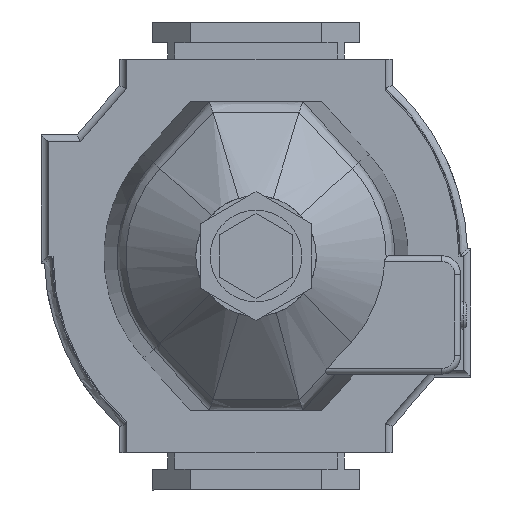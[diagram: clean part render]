
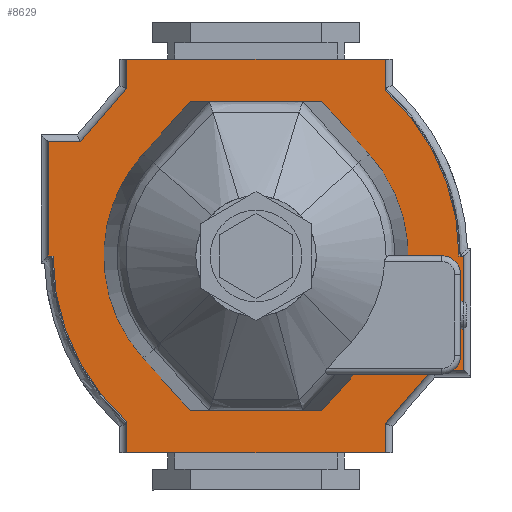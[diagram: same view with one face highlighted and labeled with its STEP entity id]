
A CAD part, front view. The second image highlights one B-rep face of the part: STEP entity #8629.
In plain terms, the highlighted planar face has unit normal (0, -1, 0).
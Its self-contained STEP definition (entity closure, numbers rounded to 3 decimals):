
#24 = ORIENTED_EDGE ( 'NONE', *, *, #13772, .T. ) ;
#72 = CARTESIAN_POINT ( 'NONE',  ( -28.353, -51.1, 22.1 ) ) ;
#307 = DIRECTION ( 'NONE',  ( 0.757, 0., -0.654 ) ) ;
#460 = DIRECTION ( 'NONE',  ( -1., 0., 0. ) ) ;
#480 = VECTOR ( 'NONE', #10747, 1000. ) ;
#481 = PLANE ( 'NONE',  #5459 ) ;
#508 = VERTEX_POINT ( 'NONE', #12322 ) ;
#861 = ORIENTED_EDGE ( 'NONE', *, *, #9689, .F. ) ;
#904 = LINE ( 'NONE', #8104, #7036 ) ;
#996 = VECTOR ( 'NONE', #2293, 1000. ) ;
#1041 = LINE ( 'NONE', #9588, #9098 ) ;
#1098 = VERTEX_POINT ( 'NONE', #4140 ) ;
#1113 = CARTESIAN_POINT ( 'NONE',  ( -33.65, -51.1, 22.1 ) ) ;
#1394 = DIRECTION ( 'NONE',  ( 0., -1., 0. ) ) ;
#1792 = EDGE_CURVE ( 'NONE', #9177, #3932, #8197, .T. ) ;
#1800 = ORIENTED_EDGE ( 'NONE', *, *, #12426, .F. ) ;
#1979 = VERTEX_POINT ( 'NONE', #10379 ) ;
#2287 = ORIENTED_EDGE ( 'NONE', *, *, #4507, .F. ) ;
#2293 = DIRECTION ( 'NONE',  ( 1., 0., 0. ) ) ;
#2361 = LINE ( 'NONE', #11819, #9063 ) ;
#2502 = CARTESIAN_POINT ( 'NONE',  ( 19.5, -51.1, 35.5 ) ) ;
#2544 = LINE ( 'NONE', #8759, #10904 ) ;
#2797 = CARTESIAN_POINT ( 'NONE',  ( 0., -51.1, 35.5 ) ) ;
#2814 = AXIS2_PLACEMENT_3D ( 'NONE', #11057, #6972, #4581 ) ;
#2920 = EDGE_CURVE ( 'NONE', #13566, #9355, #1041, .T. ) ;
#2962 = DIRECTION ( 'NONE',  ( -1., 0., 0. ) ) ;
#2975 = EDGE_CURVE ( 'NONE', #9355, #6269, #6200, .T. ) ;
#3092 = DIRECTION ( 'NONE',  ( 0., -1., 0. ) ) ;
#3141 = CARTESIAN_POINT ( 'NONE',  ( -33.65, -51.1, 22.1 ) ) ;
#3932 = VERTEX_POINT ( 'NONE', #6809 ) ;
#3963 = VECTOR ( 'NONE', #307, 1000. ) ;
#4140 = CARTESIAN_POINT ( 'NONE',  ( 33.65, -51.1, -22.1 ) ) ;
#4352 = DIRECTION ( 'NONE',  ( 1., 0., 0. ) ) ;
#4507 = EDGE_CURVE ( 'NONE', #1098, #1979, #5886, .T. ) ;
#4581 = DIRECTION ( 'NONE',  ( 0., 0., 1. ) ) ;
#4673 = CARTESIAN_POINT ( 'NONE',  ( -19.5, -51.1, -35.5 ) ) ;
#4801 = CARTESIAN_POINT ( 'NONE',  ( -34.996, -51.1, 36.92 ) ) ;
#4884 = ORIENTED_EDGE ( 'NONE', *, *, #6876, .F. ) ;
#5083 = CARTESIAN_POINT ( 'NONE',  ( -19.5, -51.1, -35.5 ) ) ;
#5206 = DIRECTION ( 'NONE',  ( 0., 0., -1. ) ) ;
#5316 = CARTESIAN_POINT ( 'NONE',  ( 0., -51.1, 35.5 ) ) ;
#5407 = CARTESIAN_POINT ( 'NONE',  ( 0., -51.1, -34.7 ) ) ;
#5459 = AXIS2_PLACEMENT_3D ( 'NONE', #4801, #1394, #7959 ) ;
#5487 = DIRECTION ( 'NONE',  ( 0., 0., 1. ) ) ;
#5715 = VECTOR ( 'NONE', #9330, 1000. ) ;
#5886 = LINE ( 'NONE', #12548, #6067 ) ;
#6029 = VERTEX_POINT ( 'NONE', #5083 ) ;
#6067 = VECTOR ( 'NONE', #2962, 1000. ) ;
#6097 = CARTESIAN_POINT ( 'NONE',  ( 19.5, -51.1, 35.5 ) ) ;
#6189 = EDGE_CURVE ( 'NONE', #12698, #13566, #7528, .T. ) ;
#6200 = LINE ( 'NONE', #8628, #3963 ) ;
#6261 = CARTESIAN_POINT ( 'NONE',  ( -28.353, -51.1, 22.1 ) ) ;
#6269 = VERTEX_POINT ( 'NONE', #12305 ) ;
#6303 = DIRECTION ( 'NONE',  ( 0., 0., 1. ) ) ;
#6355 = FACE_OUTER_BOUND ( 'NONE', #13245, .T. ) ;
#6401 = VECTOR ( 'NONE', #13163, 1000. ) ;
#6408 = DIRECTION ( 'NONE',  ( 0., 0., -1. ) ) ;
#6572 = VERTEX_POINT ( 'NONE', #3141 ) ;
#6606 = VECTOR ( 'NONE', #7143, 1000. ) ;
#6780 = LINE ( 'NONE', #4673, #6401 ) ;
#6781 = CARTESIAN_POINT ( 'NONE',  ( 33.65, -51.1, 22.1 ) ) ;
#6809 = CARTESIAN_POINT ( 'NONE',  ( 0., -51.1, -35.5 ) ) ;
#6876 = EDGE_CURVE ( 'NONE', #9862, #6572, #8637, .T. ) ;
#6926 = VECTOR ( 'NONE', #460, 1000. ) ;
#6972 = DIRECTION ( 'NONE',  ( 0., -1., 0. ) ) ;
#7036 = VECTOR ( 'NONE', #8554, 1000. ) ;
#7053 = CIRCLE ( 'NONE', #2814, 38.2 ) ;
#7143 = DIRECTION ( 'NONE',  ( 0., 0., -1. ) ) ;
#7285 = CARTESIAN_POINT ( 'NONE',  ( 0., -51.1, -35.5 ) ) ;
#7428 = LINE ( 'NONE', #12829, #480 ) ;
#7528 = LINE ( 'NONE', #2502, #996 ) ;
#7680 = VECTOR ( 'NONE', #5487, 1000. ) ;
#7776 = VERTEX_POINT ( 'NONE', #6781 ) ;
#7801 = CARTESIAN_POINT ( 'NONE',  ( -33.65, -51.1, -22.1 ) ) ;
#7959 = DIRECTION ( 'NONE',  ( 0., 0., -1. ) ) ;
#8050 = EDGE_CURVE ( 'NONE', #9177, #1979, #7053, .T. ) ;
#8057 = CARTESIAN_POINT ( 'NONE',  ( 19.5, -51.1, 30. ) ) ;
#8104 = CARTESIAN_POINT ( 'NONE',  ( -28.65, -51.1, -22.1 ) ) ;
#8117 = LINE ( 'NONE', #2797, #5715 ) ;
#8194 = EDGE_CURVE ( 'NONE', #508, #11119, #904, .T. ) ;
#8197 = LINE ( 'NONE', #7285, #6606 ) ;
#8392 = ORIENTED_EDGE ( 'NONE', *, *, #11885, .F. ) ;
#8532 = CARTESIAN_POINT ( 'NONE',  ( 0., -51.1, -3.5 ) ) ;
#8554 = DIRECTION ( 'NONE',  ( -0.757, 0., 0.654 ) ) ;
#8628 = CARTESIAN_POINT ( 'NONE',  ( 28.65, -51.1, 22.1 ) ) ;
#8629 = ADVANCED_FACE ( 'NONE', ( #6355 ), #481, .T. ) ;
#8637 = LINE ( 'NONE', #1113, #7680 ) ;
#8759 = CARTESIAN_POINT ( 'NONE',  ( 33.65, -51.1, 22.1 ) ) ;
#8818 = EDGE_CURVE ( 'NONE', #7776, #1098, #2361, .T. ) ;
#8989 = LINE ( 'NONE', #7801, #6926 ) ;
#9063 = VECTOR ( 'NONE', #6408, 1000. ) ;
#9096 = DIRECTION ( 'NONE',  ( 1., 0., 0. ) ) ;
#9098 = VECTOR ( 'NONE', #5206, 1000. ) ;
#9177 = VERTEX_POINT ( 'NONE', #5407 ) ;
#9216 = VERTEX_POINT ( 'NONE', #6261 ) ;
#9300 = CARTESIAN_POINT ( 'NONE',  ( 0., -51.1, 34.7 ) ) ;
#9302 = ORIENTED_EDGE ( 'NONE', *, *, #9535, .F. ) ;
#9330 = DIRECTION ( 'NONE',  ( 0., 0., 1. ) ) ;
#9355 = VERTEX_POINT ( 'NONE', #8057 ) ;
#9377 = CARTESIAN_POINT ( 'NONE',  ( -28.65, -51.1, -22.1 ) ) ;
#9399 = ORIENTED_EDGE ( 'NONE', *, *, #13173, .F. ) ;
#9483 = ORIENTED_EDGE ( 'NONE', *, *, #2920, .F. ) ;
#9535 = EDGE_CURVE ( 'NONE', #3932, #6029, #6780, .T. ) ;
#9588 = CARTESIAN_POINT ( 'NONE',  ( 19.5, -51.1, 30. ) ) ;
#9613 = CARTESIAN_POINT ( 'NONE',  ( -33.65, -51.1, -22.1 ) ) ;
#9639 = ORIENTED_EDGE ( 'NONE', *, *, #2975, .F. ) ;
#9689 = EDGE_CURVE ( 'NONE', #12002, #12698, #8117, .T. ) ;
#9862 = VERTEX_POINT ( 'NONE', #9613 ) ;
#9946 = LINE ( 'NONE', #72, #13641 ) ;
#10295 = EDGE_CURVE ( 'NONE', #6269, #7776, #2544, .T. ) ;
#10379 = CARTESIAN_POINT ( 'NONE',  ( 28.353, -51.1, -22.1 ) ) ;
#10443 = ORIENTED_EDGE ( 'NONE', *, *, #8818, .F. ) ;
#10715 = ORIENTED_EDGE ( 'NONE', *, *, #8194, .F. ) ;
#10747 = DIRECTION ( 'NONE',  ( 0., 0., 1. ) ) ;
#10904 = VECTOR ( 'NONE', #4352, 1000. ) ;
#11057 = CARTESIAN_POINT ( 'NONE',  ( 0., -51.1, 3.5 ) ) ;
#11119 = VERTEX_POINT ( 'NONE', #9377 ) ;
#11646 = CIRCLE ( 'NONE', #13413, 38.2 ) ;
#11819 = CARTESIAN_POINT ( 'NONE',  ( 33.65, -51.1, -22.1 ) ) ;
#11885 = EDGE_CURVE ( 'NONE', #6572, #9216, #9946, .T. ) ;
#11981 = ORIENTED_EDGE ( 'NONE', *, *, #8050, .T. ) ;
#12002 = VERTEX_POINT ( 'NONE', #9300 ) ;
#12305 = CARTESIAN_POINT ( 'NONE',  ( 28.65, -51.1, 22.1 ) ) ;
#12322 = CARTESIAN_POINT ( 'NONE',  ( -19.5, -51.1, -30. ) ) ;
#12426 = EDGE_CURVE ( 'NONE', #6029, #508, #7428, .T. ) ;
#12548 = CARTESIAN_POINT ( 'NONE',  ( 28.353, -51.1, -22.1 ) ) ;
#12566 = ORIENTED_EDGE ( 'NONE', *, *, #6189, .F. ) ;
#12698 = VERTEX_POINT ( 'NONE', #5316 ) ;
#12829 = CARTESIAN_POINT ( 'NONE',  ( -19.5, -51.1, -30. ) ) ;
#13163 = DIRECTION ( 'NONE',  ( -1., 0., 0. ) ) ;
#13173 = EDGE_CURVE ( 'NONE', #11119, #9862, #8989, .T. ) ;
#13245 = EDGE_LOOP ( 'NONE', ( #10715, #1800, #9302, #13502, #11981, #2287, #10443, #13799, #9639, #9483, #12566, #861, #24, #8392, #4884, #9399 ) ) ;
#13413 = AXIS2_PLACEMENT_3D ( 'NONE', #8532, #3092, #6303 ) ;
#13502 = ORIENTED_EDGE ( 'NONE', *, *, #1792, .F. ) ;
#13566 = VERTEX_POINT ( 'NONE', #6097 ) ;
#13641 = VECTOR ( 'NONE', #9096, 1000. ) ;
#13772 = EDGE_CURVE ( 'NONE', #12002, #9216, #11646, .T. ) ;
#13799 = ORIENTED_EDGE ( 'NONE', *, *, #10295, .F. ) ;
